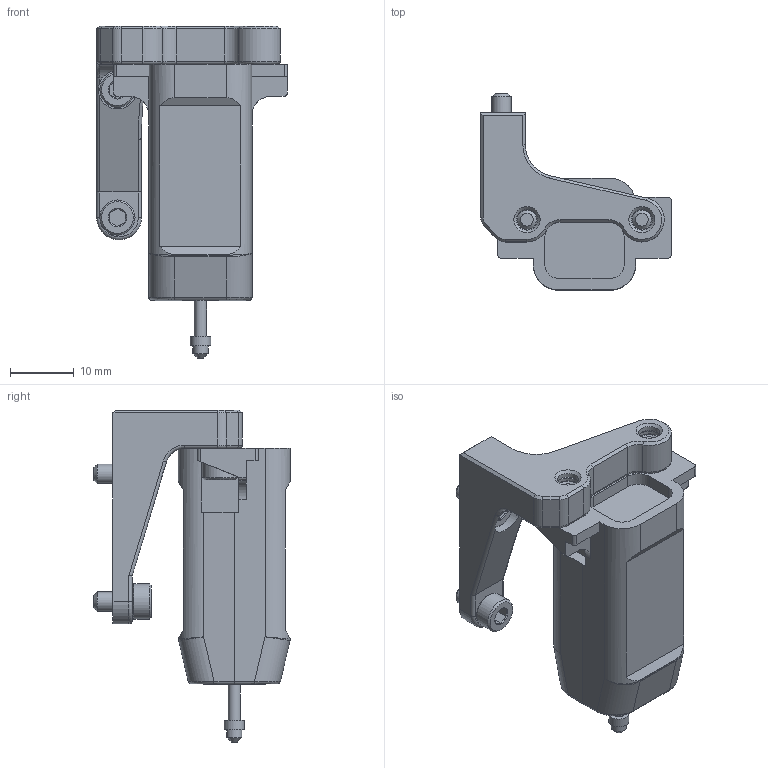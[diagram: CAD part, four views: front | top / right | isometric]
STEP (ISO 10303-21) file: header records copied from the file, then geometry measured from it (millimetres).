
FILE_DESCRIPTION(/* description */ (''),/* implementation_level */ '2;1');
FILE_NAME(/* name */ 'abl_cr_touch_uhf.step',/* time_stamp */ '2023-11-02T13:25:41-05:00',/* author */ (''),/* organization */ (''),/* preprocessor_version */ 'ST-DEVELOPER v20',/* originating_system */ 'Autodesk Translation Framework v12.14.0.127',/* authorisation */ '');
FILE_SCHEMA (('AUTOMOTIVE_DESIGN { 1 0 10303 214 3 1 1 }'));
Length unit declared in the file: millimetre
Products named in the file (6): abl_cr_touch_uhf; abl_cr_touch_uhf_1; CR-Touch Mockup; Hardware; PN596; Screw, M3 x 6mm, SHCS
Assembly tree (9 placements, depth 3):
  abl_cr_touch_uhf
    abl_cr_touch_uhf_1
    CR-Touch Mockup
    Hardware
      PN596  x2
      Screw, M3 x 6mm, SHCS  x4
Bounding box: 29.85 x 30.75 x 52 mm (x, y, z)
Volume: 11969.9 mm3; surface area: 6145.6 mm2
Topology: 9 solids, 9 shells, 487 faces, 1232 edges, 778 vertices
Faces by surface type: bspline 167, cylinder 131, plane 127, cone 54, torus 8
Full cylindrical faces by diameter (mm): 1.9 x1, 2.4 x1, 2.9 x2, 3 x4, 3.2 x3, 3.3 x2, 3.6 x2, 4.2 x2, 4.25 x2, 4.6 x2, 4.7 x2, 5.5 x4, 5.8 x1, 6 x1
Entity records: 11930 total; most frequent: CARTESIAN_POINT 4662, ORIENTED_EDGE 1566, DIRECTION 1367, EDGE_CURVE 783, AXIS2_PLACEMENT_3D 536, VERTEX_POINT 495, EDGE_LOOP 330, FACE_OUTER_BOUND 307
